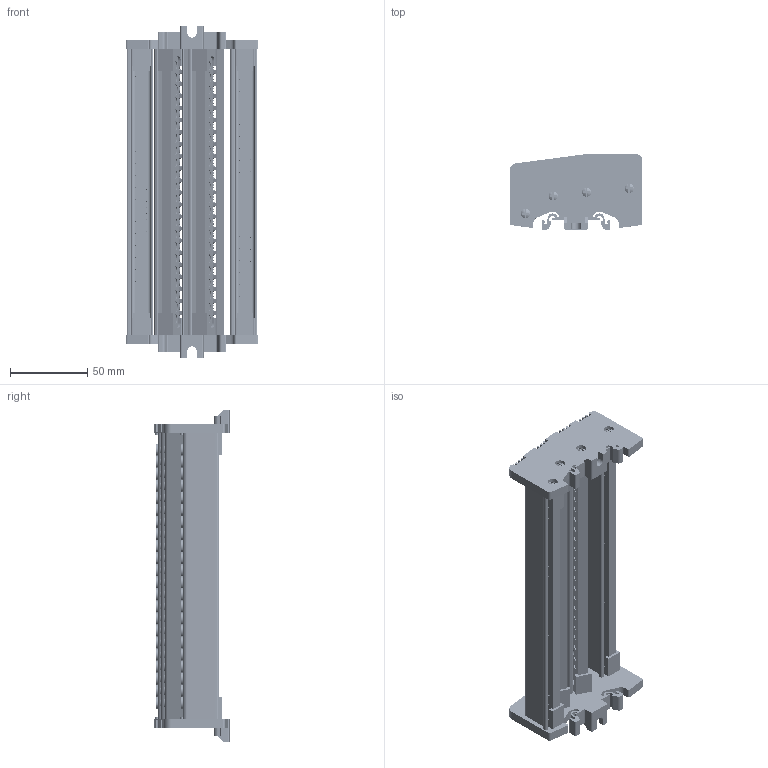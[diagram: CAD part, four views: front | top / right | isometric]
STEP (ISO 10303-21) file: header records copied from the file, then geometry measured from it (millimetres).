
FILE_DESCRIPTION (( 'STEP AP203' ), '1' );
FILE_NAME ('7x12 Dört Kutuplu Daðýtýcý Ünite - 22 Delikli.STEP', '2019-01-22T12:41:57', ( '' ), ( '' ), 'SwSTEP 2.0', 'SolidWorks 2011', '' );
FILE_SCHEMA (( 'CONFIG_CONTROL_DESIGN' ));
Products named in the file (1): 7x12 Dört Kutuplu Daðýtýcý Ünite - 22 Delikli
Bounding box: 86 x 48.5 x 214.7 mm (x, y, z)
Volume: 149792.6 mm3; surface area: 142477.7 mm2
Topology: 1 solids, 17 shells, 5229 faces, 14659 edges, 9728 vertices
Faces by surface type: plane 2444, cylinder 1394, cone 1179, bspline 184, torus 28
Entity records: 175888 total; most frequent: CARTESIAN_POINT 39305, ORIENTED_EDGE 29318, DIRECTION 28483, EDGE_CURVE 14659, AXIS2_PLACEMENT_3D 10454, VERTEX_POINT 9728, LINE 7575, VECTOR 7575
